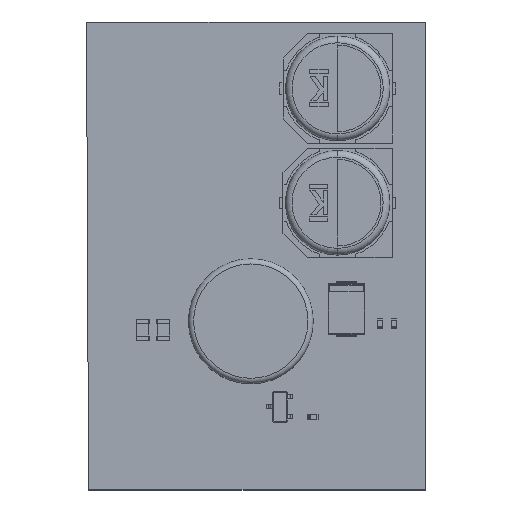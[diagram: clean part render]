
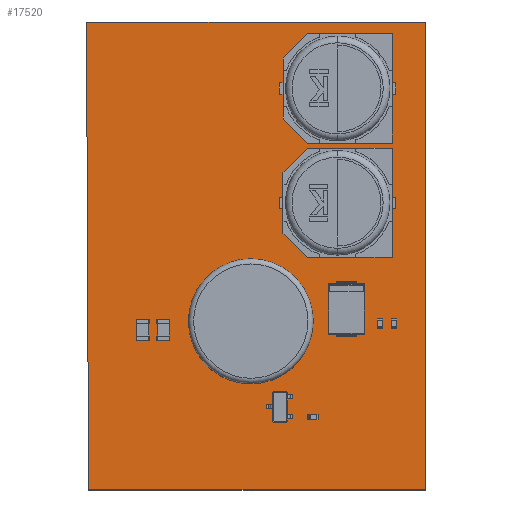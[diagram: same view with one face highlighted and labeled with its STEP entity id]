
A CAD part, top view. The second image highlights one B-rep face of the part: STEP entity #17520.
In plain terms, the highlighted planar face has unit normal (0, 0, 1).
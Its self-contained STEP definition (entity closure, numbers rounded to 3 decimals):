
#17135 = VERTEX_POINT('',#17136);
#17136 = CARTESIAN_POINT('',(225.2,-93.4,1.58));
#17143 = PLANE('',#17144);
#17144 = AXIS2_PLACEMENT_3D('',#17145,#17146,#17147);
#17145 = CARTESIAN_POINT('',(225.2,-93.4,0.));
#17146 = DIRECTION('',(0.,-1.,0.));
#17147 = DIRECTION('',(-1.,0.,0.));
#17155 = PLANE('',#17156);
#17156 = AXIS2_PLACEMENT_3D('',#17157,#17158,#17159);
#17157 = CARTESIAN_POINT('',(225.2,-48.4,0.));
#17158 = DIRECTION('',(1.,0.,-0.));
#17159 = DIRECTION('',(0.,-1.,0.));
#17167 = EDGE_CURVE('',#17135,#17168,#17170,.T.);
#17168 = VERTEX_POINT('',#17169);
#17169 = CARTESIAN_POINT('',(192.8,-93.4,1.58));
#17170 = SURFACE_CURVE('',#17171,(#17175,#17182),.PCURVE_S1.);
#17171 = LINE('',#17172,#17173);
#17172 = CARTESIAN_POINT('',(225.2,-93.4,1.58));
#17173 = VECTOR('',#17174,1.);
#17174 = DIRECTION('',(-1.,0.,0.));
#17175 = PCURVE('',#17143,#17176);
#17176 = DEFINITIONAL_REPRESENTATION('',(#17177),#17181);
#17177 = LINE('',#17178,#17179);
#17178 = CARTESIAN_POINT('',(0.,-1.58));
#17179 = VECTOR('',#17180,1.);
#17180 = DIRECTION('',(1.,0.));
#17181 = ( GEOMETRIC_REPRESENTATION_CONTEXT(2) 
PARAMETRIC_REPRESENTATION_CONTEXT() REPRESENTATION_CONTEXT('2D SPACE',''
  ) );
#17182 = PCURVE('',#17183,#17188);
#17183 = PLANE('',#17184);
#17184 = AXIS2_PLACEMENT_3D('',#17185,#17186,#17187);
#17185 = CARTESIAN_POINT('',(208.95,-70.871,1.58));
#17186 = DIRECTION('',(-0.,-0.,-1.));
#17187 = DIRECTION('',(-1.,0.,0.));
#17188 = DEFINITIONAL_REPRESENTATION('',(#17189),#17193);
#17189 = LINE('',#17190,#17191);
#17190 = CARTESIAN_POINT('',(-16.25,-22.529));
#17191 = VECTOR('',#17192,1.);
#17192 = DIRECTION('',(1.,0.));
#17193 = ( GEOMETRIC_REPRESENTATION_CONTEXT(2) 
PARAMETRIC_REPRESENTATION_CONTEXT() REPRESENTATION_CONTEXT('2D SPACE',''
  ) );
#17211 = PLANE('',#17212);
#17212 = AXIS2_PLACEMENT_3D('',#17213,#17214,#17215);
#17213 = CARTESIAN_POINT('',(192.8,-93.4,0.));
#17214 = DIRECTION('',(-1.,-0.004,0.));
#17215 = DIRECTION('',(-0.004,1.,0.));
#17255 = VERTEX_POINT('',#17256);
#17256 = CARTESIAN_POINT('',(225.2,-48.4,1.58));
#17270 = PLANE('',#17271);
#17271 = AXIS2_PLACEMENT_3D('',#17272,#17273,#17274);
#17272 = CARTESIAN_POINT('',(193.2,-48.4,0.));
#17273 = DIRECTION('',(0.,1.,0.));
#17274 = DIRECTION('',(1.,0.,0.));
#17282 = EDGE_CURVE('',#17255,#17135,#17283,.T.);
#17283 = SURFACE_CURVE('',#17284,(#17288,#17295),.PCURVE_S1.);
#17284 = LINE('',#17285,#17286);
#17285 = CARTESIAN_POINT('',(225.2,-48.4,1.58));
#17286 = VECTOR('',#17287,1.);
#17287 = DIRECTION('',(0.,-1.,0.));
#17288 = PCURVE('',#17155,#17289);
#17289 = DEFINITIONAL_REPRESENTATION('',(#17290),#17294);
#17290 = LINE('',#17291,#17292);
#17291 = CARTESIAN_POINT('',(0.,-1.58));
#17292 = VECTOR('',#17293,1.);
#17293 = DIRECTION('',(1.,0.));
#17294 = ( GEOMETRIC_REPRESENTATION_CONTEXT(2) 
PARAMETRIC_REPRESENTATION_CONTEXT() REPRESENTATION_CONTEXT('2D SPACE',''
  ) );
#17295 = PCURVE('',#17183,#17296);
#17296 = DEFINITIONAL_REPRESENTATION('',(#17297),#17301);
#17297 = LINE('',#17298,#17299);
#17298 = CARTESIAN_POINT('',(-16.25,22.471));
#17299 = VECTOR('',#17300,1.);
#17300 = DIRECTION('',(0.,-1.));
#17301 = ( GEOMETRIC_REPRESENTATION_CONTEXT(2) 
PARAMETRIC_REPRESENTATION_CONTEXT() REPRESENTATION_CONTEXT('2D SPACE',''
  ) );
#17329 = EDGE_CURVE('',#17168,#17330,#17332,.T.);
#17330 = VERTEX_POINT('',#17331);
#17331 = CARTESIAN_POINT('',(192.6,-48.4,1.58));
#17332 = SURFACE_CURVE('',#17333,(#17337,#17344),.PCURVE_S1.);
#17333 = LINE('',#17334,#17335);
#17334 = CARTESIAN_POINT('',(192.8,-93.4,1.58));
#17335 = VECTOR('',#17336,1.);
#17336 = DIRECTION('',(-0.004,1.,0.));
#17337 = PCURVE('',#17211,#17338);
#17338 = DEFINITIONAL_REPRESENTATION('',(#17339),#17343);
#17339 = LINE('',#17340,#17341);
#17340 = CARTESIAN_POINT('',(0.,-1.58));
#17341 = VECTOR('',#17342,1.);
#17342 = DIRECTION('',(1.,0.));
#17343 = ( GEOMETRIC_REPRESENTATION_CONTEXT(2) 
PARAMETRIC_REPRESENTATION_CONTEXT() REPRESENTATION_CONTEXT('2D SPACE',''
  ) );
#17344 = PCURVE('',#17183,#17345);
#17345 = DEFINITIONAL_REPRESENTATION('',(#17346),#17350);
#17346 = LINE('',#17347,#17348);
#17347 = CARTESIAN_POINT('',(16.15,-22.529));
#17348 = VECTOR('',#17349,1.);
#17349 = DIRECTION('',(0.004,1.));
#17350 = ( GEOMETRIC_REPRESENTATION_CONTEXT(2) 
PARAMETRIC_REPRESENTATION_CONTEXT() REPRESENTATION_CONTEXT('2D SPACE',''
  ) );
#17368 = PLANE('',#17369);
#17369 = AXIS2_PLACEMENT_3D('',#17370,#17371,#17372);
#17370 = CARTESIAN_POINT('',(192.6,-48.4,0.));
#17371 = DIRECTION('',(0.,1.,0.));
#17372 = DIRECTION('',(1.,0.,0.));
#17474 = CYLINDRICAL_SURFACE('',#17475,0.8);
#17475 = AXIS2_PLACEMENT_3D('',#17476,#17477,#17478);
#17476 = CARTESIAN_POINT('',(211.4,-77.2,-0.79));
#17477 = DIRECTION('',(0.,0.,1.));
#17478 = DIRECTION('',(1.,0.,-0.));
#17509 = CYLINDRICAL_SURFACE('',#17510,0.8);
#17510 = AXIS2_PLACEMENT_3D('',#17511,#17512,#17513);
#17511 = CARTESIAN_POINT('',(205.4,-77.2,-0.79));
#17512 = DIRECTION('',(0.,0.,1.));
#17513 = DIRECTION('',(1.,0.,-0.));
#17520 = ADVANCED_FACE('',(#17521,#17570,#17600),#17183,.F.);
#17521 = FACE_BOUND('',#17522,.F.);
#17522 = EDGE_LOOP('',(#17523,#17524,#17525,#17548,#17569));
#17523 = ORIENTED_EDGE('',*,*,#17167,.T.);
#17524 = ORIENTED_EDGE('',*,*,#17329,.T.);
#17525 = ORIENTED_EDGE('',*,*,#17526,.T.);
#17526 = EDGE_CURVE('',#17330,#17527,#17529,.T.);
#17527 = VERTEX_POINT('',#17528);
#17528 = CARTESIAN_POINT('',(193.2,-48.4,1.58));
#17529 = SURFACE_CURVE('',#17530,(#17534,#17541),.PCURVE_S1.);
#17530 = LINE('',#17531,#17532);
#17531 = CARTESIAN_POINT('',(192.6,-48.4,1.58));
#17532 = VECTOR('',#17533,1.);
#17533 = DIRECTION('',(1.,0.,0.));
#17534 = PCURVE('',#17183,#17535);
#17535 = DEFINITIONAL_REPRESENTATION('',(#17536),#17540);
#17536 = LINE('',#17537,#17538);
#17537 = CARTESIAN_POINT('',(16.35,22.471));
#17538 = VECTOR('',#17539,1.);
#17539 = DIRECTION('',(-1.,0.));
#17540 = ( GEOMETRIC_REPRESENTATION_CONTEXT(2) 
PARAMETRIC_REPRESENTATION_CONTEXT() REPRESENTATION_CONTEXT('2D SPACE',''
  ) );
#17541 = PCURVE('',#17368,#17542);
#17542 = DEFINITIONAL_REPRESENTATION('',(#17543),#17547);
#17543 = LINE('',#17544,#17545);
#17544 = CARTESIAN_POINT('',(0.,-1.58));
#17545 = VECTOR('',#17546,1.);
#17546 = DIRECTION('',(1.,0.));
#17547 = ( GEOMETRIC_REPRESENTATION_CONTEXT(2) 
PARAMETRIC_REPRESENTATION_CONTEXT() REPRESENTATION_CONTEXT('2D SPACE',''
  ) );
#17548 = ORIENTED_EDGE('',*,*,#17549,.T.);
#17549 = EDGE_CURVE('',#17527,#17255,#17550,.T.);
#17550 = SURFACE_CURVE('',#17551,(#17555,#17562),.PCURVE_S1.);
#17551 = LINE('',#17552,#17553);
#17552 = CARTESIAN_POINT('',(193.2,-48.4,1.58));
#17553 = VECTOR('',#17554,1.);
#17554 = DIRECTION('',(1.,0.,0.));
#17555 = PCURVE('',#17183,#17556);
#17556 = DEFINITIONAL_REPRESENTATION('',(#17557),#17561);
#17557 = LINE('',#17558,#17559);
#17558 = CARTESIAN_POINT('',(15.75,22.471));
#17559 = VECTOR('',#17560,1.);
#17560 = DIRECTION('',(-1.,0.));
#17561 = ( GEOMETRIC_REPRESENTATION_CONTEXT(2) 
PARAMETRIC_REPRESENTATION_CONTEXT() REPRESENTATION_CONTEXT('2D SPACE',''
  ) );
#17562 = PCURVE('',#17270,#17563);
#17563 = DEFINITIONAL_REPRESENTATION('',(#17564),#17568);
#17564 = LINE('',#17565,#17566);
#17565 = CARTESIAN_POINT('',(0.,-1.58));
#17566 = VECTOR('',#17567,1.);
#17567 = DIRECTION('',(1.,0.));
#17568 = ( GEOMETRIC_REPRESENTATION_CONTEXT(2) 
PARAMETRIC_REPRESENTATION_CONTEXT() REPRESENTATION_CONTEXT('2D SPACE',''
  ) );
#17569 = ORIENTED_EDGE('',*,*,#17282,.T.);
#17570 = FACE_BOUND('',#17571,.F.);
#17571 = EDGE_LOOP('',(#17572));
#17572 = ORIENTED_EDGE('',*,*,#17573,.T.);
#17573 = EDGE_CURVE('',#17574,#17574,#17576,.T.);
#17574 = VERTEX_POINT('',#17575);
#17575 = CARTESIAN_POINT('',(212.2,-77.2,1.58));
#17576 = SURFACE_CURVE('',#17577,(#17582,#17593),.PCURVE_S1.);
#17577 = CIRCLE('',#17578,0.8);
#17578 = AXIS2_PLACEMENT_3D('',#17579,#17580,#17581);
#17579 = CARTESIAN_POINT('',(211.4,-77.2,1.58));
#17580 = DIRECTION('',(0.,0.,1.));
#17581 = DIRECTION('',(1.,0.,-0.));
#17582 = PCURVE('',#17183,#17583);
#17583 = DEFINITIONAL_REPRESENTATION('',(#17584),#17592);
#17584 = ( BOUNDED_CURVE() B_SPLINE_CURVE(2,(#17585,#17586,#17587,#17588
    ,#17589,#17590,#17591),.UNSPECIFIED.,.T.,.F.) 
B_SPLINE_CURVE_WITH_KNOTS((1,2,2,2,2,1),(-2.094,0.,
    2.094,4.189,6.283,8.378),
.UNSPECIFIED.) CURVE() GEOMETRIC_REPRESENTATION_ITEM() 
RATIONAL_B_SPLINE_CURVE((1.,0.5,1.,0.5,1.,0.5,1.)) REPRESENTATION_ITEM(
  '') );
#17585 = CARTESIAN_POINT('',(-3.25,-6.329));
#17586 = CARTESIAN_POINT('',(-3.25,-4.943));
#17587 = CARTESIAN_POINT('',(-2.05,-5.636));
#17588 = CARTESIAN_POINT('',(-0.85,-6.329));
#17589 = CARTESIAN_POINT('',(-2.05,-7.022));
#17590 = CARTESIAN_POINT('',(-3.25,-7.715));
#17591 = CARTESIAN_POINT('',(-3.25,-6.329));
#17592 = ( GEOMETRIC_REPRESENTATION_CONTEXT(2) 
PARAMETRIC_REPRESENTATION_CONTEXT() REPRESENTATION_CONTEXT('2D SPACE',''
  ) );
#17593 = PCURVE('',#17474,#17594);
#17594 = DEFINITIONAL_REPRESENTATION('',(#17595),#17599);
#17595 = LINE('',#17596,#17597);
#17596 = CARTESIAN_POINT('',(0.,2.37));
#17597 = VECTOR('',#17598,1.);
#17598 = DIRECTION('',(1.,0.));
#17599 = ( GEOMETRIC_REPRESENTATION_CONTEXT(2) 
PARAMETRIC_REPRESENTATION_CONTEXT() REPRESENTATION_CONTEXT('2D SPACE',''
  ) );
#17600 = FACE_BOUND('',#17601,.F.);
#17601 = EDGE_LOOP('',(#17602));
#17602 = ORIENTED_EDGE('',*,*,#17603,.T.);
#17603 = EDGE_CURVE('',#17604,#17604,#17606,.T.);
#17604 = VERTEX_POINT('',#17605);
#17605 = CARTESIAN_POINT('',(206.2,-77.2,1.58));
#17606 = SURFACE_CURVE('',#17607,(#17612,#17623),.PCURVE_S1.);
#17607 = CIRCLE('',#17608,0.8);
#17608 = AXIS2_PLACEMENT_3D('',#17609,#17610,#17611);
#17609 = CARTESIAN_POINT('',(205.4,-77.2,1.58));
#17610 = DIRECTION('',(0.,0.,1.));
#17611 = DIRECTION('',(1.,0.,-0.));
#17612 = PCURVE('',#17183,#17613);
#17613 = DEFINITIONAL_REPRESENTATION('',(#17614),#17622);
#17614 = ( BOUNDED_CURVE() B_SPLINE_CURVE(2,(#17615,#17616,#17617,#17618
    ,#17619,#17620,#17621),.UNSPECIFIED.,.T.,.F.) 
B_SPLINE_CURVE_WITH_KNOTS((1,2,2,2,2,1),(-2.094,0.,
    2.094,4.189,6.283,8.378),
.UNSPECIFIED.) CURVE() GEOMETRIC_REPRESENTATION_ITEM() 
RATIONAL_B_SPLINE_CURVE((1.,0.5,1.,0.5,1.,0.5,1.)) REPRESENTATION_ITEM(
  '') );
#17615 = CARTESIAN_POINT('',(2.75,-6.329));
#17616 = CARTESIAN_POINT('',(2.75,-4.943));
#17617 = CARTESIAN_POINT('',(3.95,-5.636));
#17618 = CARTESIAN_POINT('',(5.15,-6.329));
#17619 = CARTESIAN_POINT('',(3.95,-7.022));
#17620 = CARTESIAN_POINT('',(2.75,-7.715));
#17621 = CARTESIAN_POINT('',(2.75,-6.329));
#17622 = ( GEOMETRIC_REPRESENTATION_CONTEXT(2) 
PARAMETRIC_REPRESENTATION_CONTEXT() REPRESENTATION_CONTEXT('2D SPACE',''
  ) );
#17623 = PCURVE('',#17509,#17624);
#17624 = DEFINITIONAL_REPRESENTATION('',(#17625),#17629);
#17625 = LINE('',#17626,#17627);
#17626 = CARTESIAN_POINT('',(0.,2.37));
#17627 = VECTOR('',#17628,1.);
#17628 = DIRECTION('',(1.,0.));
#17629 = ( GEOMETRIC_REPRESENTATION_CONTEXT(2) 
PARAMETRIC_REPRESENTATION_CONTEXT() REPRESENTATION_CONTEXT('2D SPACE',''
  ) );
